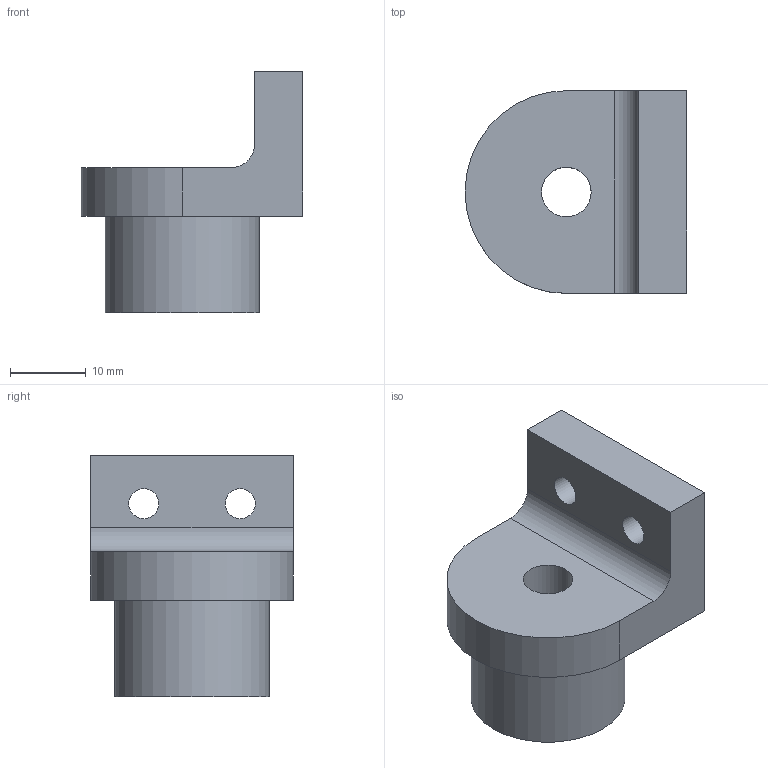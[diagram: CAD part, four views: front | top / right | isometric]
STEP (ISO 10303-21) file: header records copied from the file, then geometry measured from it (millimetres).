
FILE_DESCRIPTION(/* description */ (''),/* implementation_level */ '2;1');
FILE_NAME(/* name */ 'EL2-015.stp',/* time_stamp */ '2025-03-25T17:48:42-04:00',/* author */ ('jmcintyr'),/* organization */ (''),/* preprocessor_version */ 'ST-DEVELOPER v19.2',/* originating_system */ 'Autodesk Inventor 2023',/* authorisation */ '');
FILE_SCHEMA (('AUTOMOTIVE_DESIGN { 1 0 10303 214 3 1 1 }'));
Length unit declared in the file: inch
Products named in the file (1): EL2-015
Bounding box: 29.21 x 26.67 x 31.75 mm (x, y, z)
Volume: 9995.1 mm3; surface area: 4092.3 mm2
Topology: 1 solids, 1 shells, 14 faces, 33 edges, 22 vertices
Faces by surface type: plane 8, cylinder 6
Full cylindrical faces by diameter (mm): 3.962 x2, 6.528 x1, 20.32 x1
Entity records: 466 total; most frequent: DIRECTION 75, CARTESIAN_POINT 70, ORIENTED_EDGE 66, EDGE_CURVE 33, AXIS2_PLACEMENT_3D 27, VERTEX_POINT 22, EDGE_LOOP 21, LINE 21
